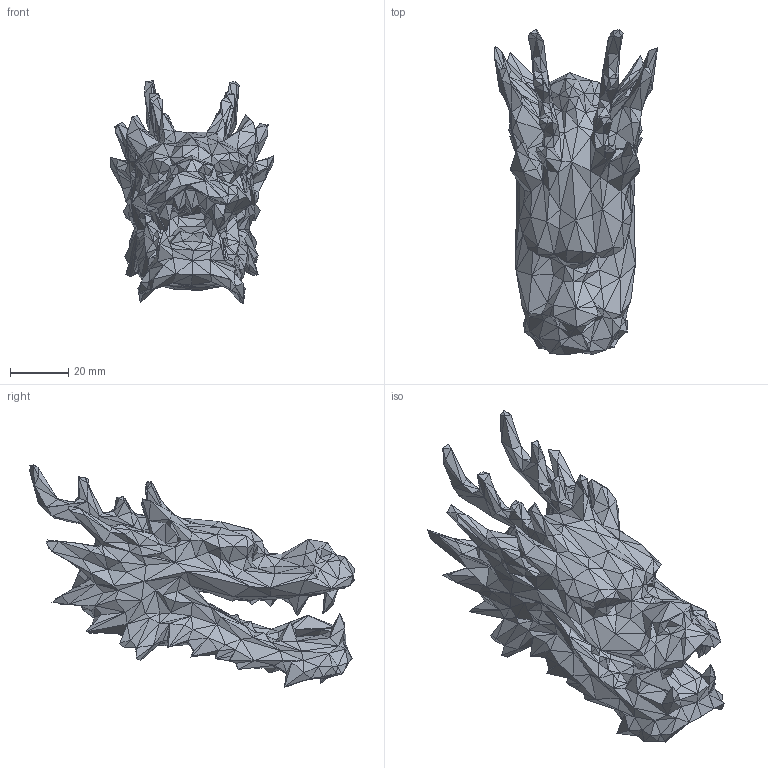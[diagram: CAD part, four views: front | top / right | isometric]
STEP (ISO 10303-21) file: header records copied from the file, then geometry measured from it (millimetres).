
FILE_DESCRIPTION(('FreeCAD Model'),'2;1');
FILE_NAME('dragon_head.step' ,'2022-11-13T06:12:02',('Author'),(''), 'Open CASCADE STEP processor 7.3','FreeCAD','Unknown');
FILE_SCHEMA(('AUTOMOTIVE_DESIGN { 1 0 10303 214 1 1 1 1 }'));
Products named in the file (1): dragon_head001_(Solid)
Bounding box: 56.09 x 111.95 x 76.55 mm (x, y, z)
Volume: 104602.2 mm3; surface area: 24227.7 mm2
Topology: 1 solids, 1 shells, 1680 faces, 2520 edges, 842 vertices
Faces by surface type: plane 1680
Entity records: 63038 total; most frequent: CARTESIAN_POINT 12598, DIRECTION 8407, LINE 5045, VECTOR 5045, ORIENTED_EDGE 5040, PCURVE 5040, DEFINITIONAL_REPRESENTATION 5040, EDGE_CURVE 2520
